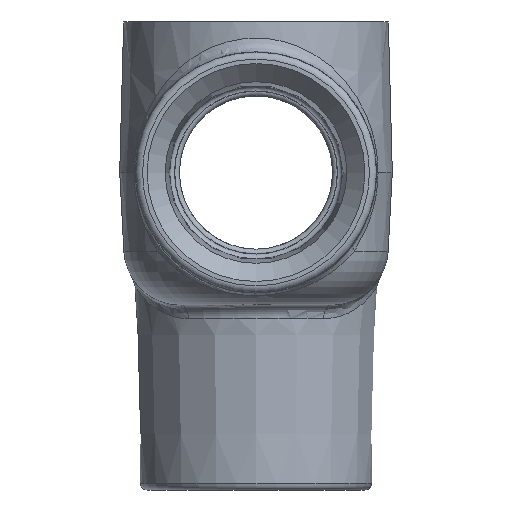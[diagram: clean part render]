
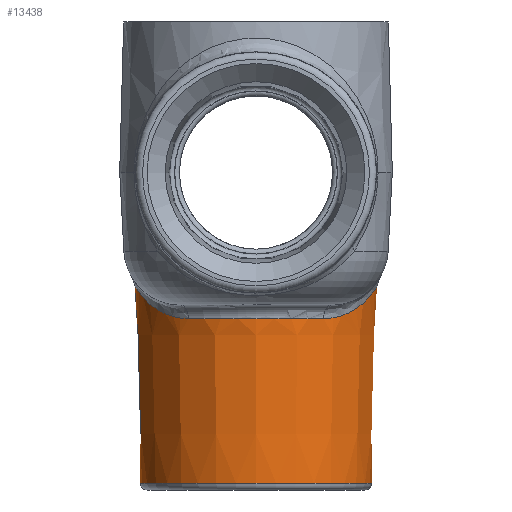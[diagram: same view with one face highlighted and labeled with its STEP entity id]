
A CAD part, left-side view. The second image highlights one B-rep face of the part: STEP entity #13438.
In plain terms, the highlighted conical face has half-angle 1.5 degrees and reference radius 20.244 mm.
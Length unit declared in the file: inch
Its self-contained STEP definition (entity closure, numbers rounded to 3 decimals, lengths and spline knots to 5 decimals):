
#272=CONICAL_SURFACE('',#14337,0.797,0.026);
#592=B_SPLINE_CURVE_WITH_KNOTS('',3,(#22568,#22569,#22570,#22571,#22572,
#22573,#22574,#22575,#22576,#22577,#22578,#22579),.UNSPECIFIED.,.F.,.F.,
(4,1,1,1,1,1,1,1,1,4),(-4.57133,-3.91828,-3.26524,
-2.61219,-2.39451,-1.95914,-1.74146,
-1.30609,-0.65305,0.),.UNSPECIFIED.);
#593=B_SPLINE_CURVE_WITH_KNOTS('',3,(#22583,#22584,#22585,#22586,#22587,
#22588,#22589,#22590,#22591,#22592,#22593,#22594),.UNSPECIFIED.,.F.,.F.,
(4,1,1,1,1,1,1,1,1,4),(-4.57133,-3.91828,-3.26524,
-2.61219,-2.39451,-1.95914,-1.74146,
-1.30609,-0.65305,0.),
 .UNSPECIFIED.);
#806=FACE_BOUND('',#5079,.T.);
#4231=FACE_OUTER_BOUND('',#5078,.T.);
#5078=EDGE_LOOP('',(#11004,#11005,#11006,#11007));
#5079=EDGE_LOOP('',(#11008));
#5758=CIRCLE('',#14335,0.76614);
#5760=CIRCLE('',#14338,0.7946);
#5761=CIRCLE('',#14339,0.7946);
#6648=VERTEX_POINT('',#22561);
#6650=VERTEX_POINT('',#22566);
#6651=VERTEX_POINT('',#22567);
#6652=VERTEX_POINT('',#22580);
#6653=VERTEX_POINT('',#22582);
#8242=EDGE_CURVE('',#6648,#6648,#5758,.T.);
#8244=EDGE_CURVE('',#6650,#6651,#592,.T.);
#8245=EDGE_CURVE('',#6652,#6650,#5760,.T.);
#8246=EDGE_CURVE('',#6653,#6652,#593,.T.);
#8247=EDGE_CURVE('',#6651,#6653,#5761,.T.);
#11004=ORIENTED_EDGE('',*,*,#8244,.F.);
#11005=ORIENTED_EDGE('',*,*,#8245,.F.);
#11006=ORIENTED_EDGE('',*,*,#8246,.F.);
#11007=ORIENTED_EDGE('',*,*,#8247,.F.);
#11008=ORIENTED_EDGE('',*,*,#8242,.F.);
#13438=ADVANCED_FACE('',(#4231,#806),#272,.T.);
#14335=AXIS2_PLACEMENT_3D('',#22562,#16187,#16188);
#14337=AXIS2_PLACEMENT_3D('',#22565,#16191,#16192);
#14338=AXIS2_PLACEMENT_3D('',#22581,#16193,#16194);
#14339=AXIS2_PLACEMENT_3D('',#22595,#16195,#16196);
#16187=DIRECTION('center_axis',(0.,0.,
-1.));
#16188=DIRECTION('ref_axis',(1.,0.,0.));
#16191=DIRECTION('center_axis',(0.,0.,1.));
#16192=DIRECTION('ref_axis',(-1.,0.,0.));
#16193=DIRECTION('center_axis',(0.,0.,1.));
#16194=DIRECTION('ref_axis',(1.,0.,0.));
#16195=DIRECTION('center_axis',(0.,0.,1.));
#16196=DIRECTION('ref_axis',(-1.,0.,0.));
#22561=CARTESIAN_POINT('',(-0.76614,0.,-3.04837));
#22562=CARTESIAN_POINT('Origin',(0.,0.,
-3.04837));
#22565=CARTESIAN_POINT('Origin',(0.,0.,-1.87));
#22566=CARTESIAN_POINT('',(0.65727,0.44653,-1.96154));
#22567=CARTESIAN_POINT('',(-0.65727,0.44653,-1.96154));
#22568=CARTESIAN_POINT('Ctrl Pts',(0.65727,0.44653,
-1.96154));
#22569=CARTESIAN_POINT('Ctrl Pts',(0.6142,0.50992,
-1.96154));
#22570=CARTESIAN_POINT('Ctrl Pts',(0.51064,0.62328,
-1.92949));
#22571=CARTESIAN_POINT('Ctrl Pts',(0.32655,0.73815,
-1.83932));
#22572=CARTESIAN_POINT('Ctrl Pts',(0.16481,0.78772,
-1.76736));
#22573=CARTESIAN_POINT('Ctrl Pts',(0.0132,0.80319,
-1.74038));
#22574=CARTESIAN_POINT('Ctrl Pts',(-0.09013,0.79783,
-1.75034));
#22575=CARTESIAN_POINT('Ctrl Pts',(-0.21113,0.77343,
-1.78839));
#22576=CARTESIAN_POINT('Ctrl Pts',(-0.34695,0.72552,
-1.84891));
#22577=CARTESIAN_POINT('Ctrl Pts',(-0.51068,0.62322,-1.92972));
#22578=CARTESIAN_POINT('Ctrl Pts',(-0.6142,0.50992,
-1.96154));
#22579=CARTESIAN_POINT('Ctrl Pts',(-0.65727,0.44653,
-1.96154));
#22580=CARTESIAN_POINT('',(0.65727,-0.44653,-1.96154));
#22581=CARTESIAN_POINT('Origin',(0.,0.,-1.96154));
#22582=CARTESIAN_POINT('',(-0.65727,-0.44653,-1.96154));
#22583=CARTESIAN_POINT('Ctrl Pts',(-0.65727,-0.44653,
-1.96154));
#22584=CARTESIAN_POINT('Ctrl Pts',(-0.6142,-0.50992,
-1.96154));
#22585=CARTESIAN_POINT('Ctrl Pts',(-0.51064,-0.62328,
-1.92949));
#22586=CARTESIAN_POINT('Ctrl Pts',(-0.32655,-0.73815,
-1.83932));
#22587=CARTESIAN_POINT('Ctrl Pts',(-0.16481,-0.78772,
-1.76736));
#22588=CARTESIAN_POINT('Ctrl Pts',(-0.0132,-0.80319,
-1.74038));
#22589=CARTESIAN_POINT('Ctrl Pts',(0.09014,-0.79783,
-1.75034));
#22590=CARTESIAN_POINT('Ctrl Pts',(0.21113,-0.77344,
-1.78839));
#22591=CARTESIAN_POINT('Ctrl Pts',(0.34699,-0.72554,
-1.8489));
#22592=CARTESIAN_POINT('Ctrl Pts',(0.51062,-0.62319,
-1.92974));
#22593=CARTESIAN_POINT('Ctrl Pts',(0.6142,-0.50992,
-1.96154));
#22594=CARTESIAN_POINT('Ctrl Pts',(0.65727,-0.44653,
-1.96154));
#22595=CARTESIAN_POINT('Origin',(0.,0.,-1.96154));
